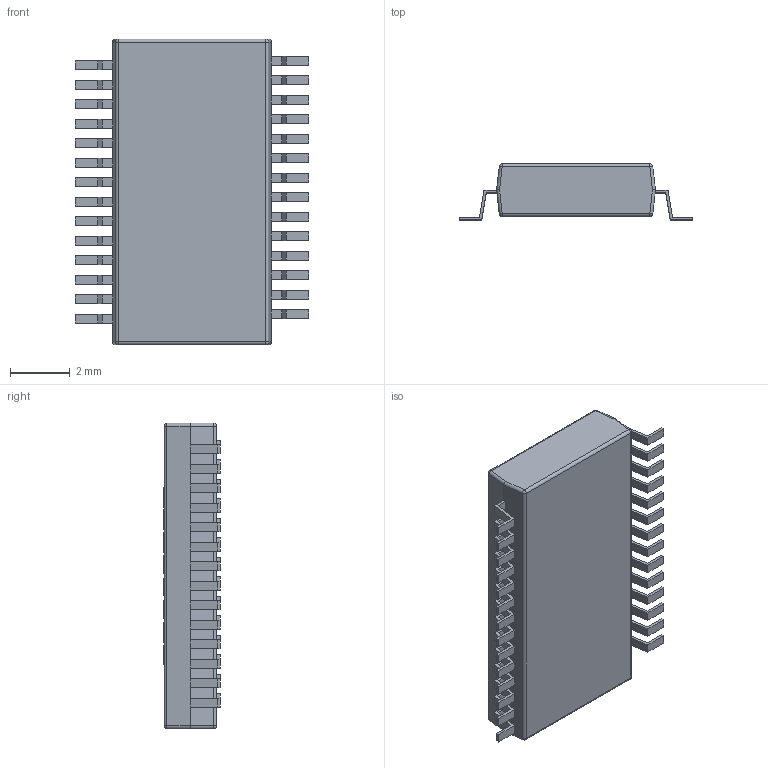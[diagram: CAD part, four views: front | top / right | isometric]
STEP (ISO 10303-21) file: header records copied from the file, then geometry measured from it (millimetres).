
FILE_DESCRIPTION (( 'STEP AP214' ), '1' );
FILE_NAME ('×°ÅäÌå1.STEP', '2013-12-20T03:45:31', ( 'BT_YANFB_XUJUNRAN' ), ( '' ), 'SwSTEP 2.0', 'SolidWorks 2010', '' );
FILE_SCHEMA (( 'AUTOMOTIVE_DESIGN' ));
Length unit declared in the file: millimetre
Products named in the file (3): 錨璃1; 錨璃2; 蚾饜极1
Assembly tree (3 placements, depth 2):
  蚾饜极1
    錨璃2  x2
    錨璃1
Bounding box: 7.78 x 1.89 x 10.2 mm (x, y, z)
Volume: 94.2 mm3; surface area: 201.7 mm2
Topology: 29 solids, 29 shells, 495 faces, 1261 edges, 826 vertices
Faces by surface type: plane 393, bspline 78, cylinder 16, sphere 8
Entity records: 18967 total; most frequent: CARTESIAN_POINT 8234, ORIENTED_EDGE 1834, DIRECTION 1347, EDGE_CURVE 917, VECTOR 733, LINE 733, VERTEX_POINT 602, EDGE_LOOP 365
